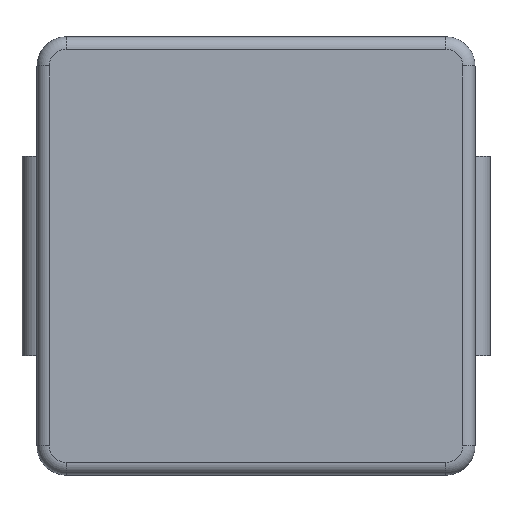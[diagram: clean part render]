
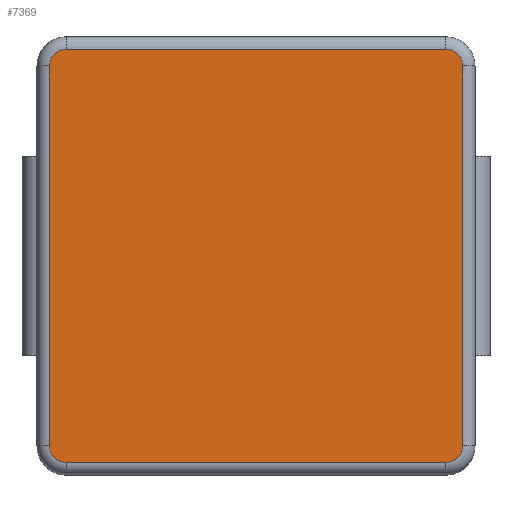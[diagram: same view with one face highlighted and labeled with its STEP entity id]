
A CAD part, top view. The second image highlights one B-rep face of the part: STEP entity #7369.
In plain terms, the highlighted planar face has unit normal (0, 0, 1).
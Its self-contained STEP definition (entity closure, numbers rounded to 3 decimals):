
#319 = EDGE_CURVE ( 'NONE', #771, #2875, #5175, .T. ) ;
#555 = LINE ( 'NONE', #14275, #13270 ) ;
#771 = VERTEX_POINT ( 'NONE', #13954 ) ;
#1060 = DIRECTION ( 'NONE',  ( 0., -1., 0. ) ) ;
#1159 = VERTEX_POINT ( 'NONE', #6164 ) ;
#1161 = ORIENTED_EDGE ( 'NONE', *, *, #1704, .T. ) ;
#1237 = LINE ( 'NONE', #2291, #8535 ) ;
#1640 = VERTEX_POINT ( 'NONE', #12814 ) ;
#1704 = EDGE_CURVE ( 'NONE', #15803, #5633, #10722, .T. ) ;
#1981 = CARTESIAN_POINT ( 'NONE',  ( -2.86, -3.113, 2.8 ) ) ;
#2096 = CARTESIAN_POINT ( 'NONE',  ( -3.113, -2.86, 2.8 ) ) ;
#2291 = CARTESIAN_POINT ( 'NONE',  ( -3.113, 0., 2.8 ) ) ;
#2734 = CARTESIAN_POINT ( 'NONE',  ( 0., 0., 2.8 ) ) ;
#2757 = LINE ( 'NONE', #12705, #8172 ) ;
#2875 = VERTEX_POINT ( 'NONE', #14142 ) ;
#2998 = DIRECTION ( 'NONE',  ( 0., 0., 1. ) ) ;
#4120 = ORIENTED_EDGE ( 'NONE', *, *, #6781, .T. ) ;
#4311 = ORIENTED_EDGE ( 'NONE', *, *, #9108, .T. ) ;
#4784 = FACE_OUTER_BOUND ( 'NONE', #9097, .T. ) ;
#4879 = CARTESIAN_POINT ( 'NONE',  ( -3.113, 2.86, 2.8 ) ) ;
#4887 = AXIS2_PLACEMENT_3D ( 'NONE', #2734, #5182, #13764 ) ;
#5175 = LINE ( 'NONE', #14084, #11520 ) ;
#5182 = DIRECTION ( 'NONE',  ( 0., 0., -1. ) ) ;
#5363 = AXIS2_PLACEMENT_3D ( 'NONE', #6650, #2998, #11860 ) ;
#5603 = DIRECTION ( 'NONE',  ( 0., 1., 0. ) ) ;
#5633 = VERTEX_POINT ( 'NONE', #1981 ) ;
#6164 = CARTESIAN_POINT ( 'NONE',  ( 3.113, 2.86, 2.8 ) ) ;
#6650 = CARTESIAN_POINT ( 'NONE',  ( -2.86, 2.86, 2.8 ) ) ;
#6700 = DIRECTION ( 'NONE',  ( -1., 0., 0. ) ) ;
#6781 = EDGE_CURVE ( 'NONE', #13874, #15803, #1237, .T. ) ;
#6890 = CIRCLE ( 'NONE', #9521, 0.253 ) ;
#6928 = DIRECTION ( 'NONE',  ( -1., 0., 0. ) ) ;
#7369 = ADVANCED_FACE ( 'NONE', ( #4784 ), #8283, .F. ) ;
#8172 = VECTOR ( 'NONE', #11467, 1000. ) ;
#8185 = CARTESIAN_POINT ( 'NONE',  ( 3.113, -2.86, 2.8 ) ) ;
#8283 = PLANE ( 'NONE',  #4887 ) ;
#8535 = VECTOR ( 'NONE', #1060, 1000. ) ;
#8911 = DIRECTION ( 'NONE',  ( 0., 0., 1. ) ) ;
#9097 = EDGE_LOOP ( 'NONE', ( #15263, #11963, #9619, #14238, #4120, #1161, #4311, #15367 ) ) ;
#9108 = EDGE_CURVE ( 'NONE', #5633, #1640, #2757, .T. ) ;
#9146 = AXIS2_PLACEMENT_3D ( 'NONE', #10621, #9374, #13303 ) ;
#9208 = EDGE_CURVE ( 'NONE', #2875, #13874, #15752, .T. ) ;
#9326 = EDGE_CURVE ( 'NONE', #1159, #771, #13635, .T. ) ;
#9374 = DIRECTION ( 'NONE',  ( 0., 0., 1. ) ) ;
#9399 = DIRECTION ( 'NONE',  ( 0., 0., 1. ) ) ;
#9521 = AXIS2_PLACEMENT_3D ( 'NONE', #15670, #9399, #6928 ) ;
#9619 = ORIENTED_EDGE ( 'NONE', *, *, #319, .T. ) ;
#10621 = CARTESIAN_POINT ( 'NONE',  ( -2.86, -2.86, 2.8 ) ) ;
#10722 = CIRCLE ( 'NONE', #9146, 0.253 ) ;
#11135 = CARTESIAN_POINT ( 'NONE',  ( 2.86, 2.86, 2.8 ) ) ;
#11467 = DIRECTION ( 'NONE',  ( 1., 0., 0. ) ) ;
#11520 = VECTOR ( 'NONE', #6700, 1000. ) ;
#11860 = DIRECTION ( 'NONE',  ( -1., 0., 0. ) ) ;
#11963 = ORIENTED_EDGE ( 'NONE', *, *, #9326, .T. ) ;
#12705 = CARTESIAN_POINT ( 'NONE',  ( 0., -3.113, 2.8 ) ) ;
#12814 = CARTESIAN_POINT ( 'NONE',  ( 2.86, -3.113, 2.8 ) ) ;
#13270 = VECTOR ( 'NONE', #5603, 1000. ) ;
#13303 = DIRECTION ( 'NONE',  ( -1., 0., 0. ) ) ;
#13635 = CIRCLE ( 'NONE', #15441, 0.253 ) ;
#13728 = EDGE_CURVE ( 'NONE', #14023, #1159, #555, .T. ) ;
#13764 = DIRECTION ( 'NONE',  ( -1., 0., 0. ) ) ;
#13874 = VERTEX_POINT ( 'NONE', #4879 ) ;
#13954 = CARTESIAN_POINT ( 'NONE',  ( 2.86, 3.113, 2.8 ) ) ;
#14013 = DIRECTION ( 'NONE',  ( -1., 0., 0. ) ) ;
#14023 = VERTEX_POINT ( 'NONE', #8185 ) ;
#14084 = CARTESIAN_POINT ( 'NONE',  ( 0., 3.113, 2.8 ) ) ;
#14142 = CARTESIAN_POINT ( 'NONE',  ( -2.86, 3.113, 2.8 ) ) ;
#14238 = ORIENTED_EDGE ( 'NONE', *, *, #9208, .T. ) ;
#14275 = CARTESIAN_POINT ( 'NONE',  ( 3.113, 0., 2.8 ) ) ;
#15263 = ORIENTED_EDGE ( 'NONE', *, *, #13728, .T. ) ;
#15367 = ORIENTED_EDGE ( 'NONE', *, *, #16033, .T. ) ;
#15441 = AXIS2_PLACEMENT_3D ( 'NONE', #11135, #8911, #14013 ) ;
#15670 = CARTESIAN_POINT ( 'NONE',  ( 2.86, -2.86, 2.8 ) ) ;
#15752 = CIRCLE ( 'NONE', #5363, 0.253 ) ;
#15803 = VERTEX_POINT ( 'NONE', #2096 ) ;
#16033 = EDGE_CURVE ( 'NONE', #1640, #14023, #6890, .T. ) ;
